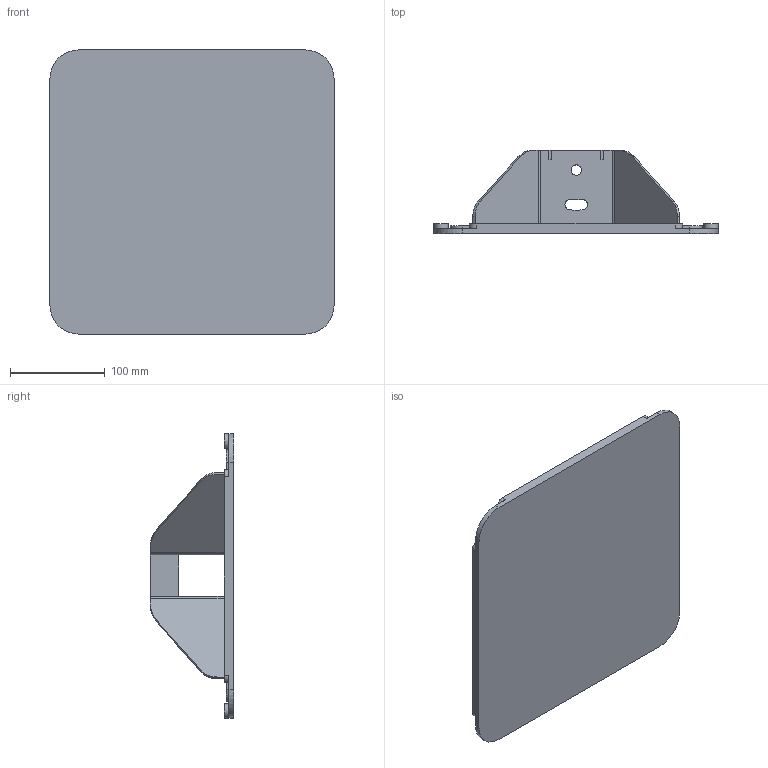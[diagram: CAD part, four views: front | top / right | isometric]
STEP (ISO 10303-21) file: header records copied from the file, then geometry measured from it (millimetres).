
FILE_DESCRIPTION(/* description */ (''),/* implementation_level */ '2;1');
FILE_NAME(/* name */ 'STEELFOOT.stp',/* time_stamp */ '2025-02-19T10:05:47+03:00',/* author */ ('Man85'),/* organization */ (''),/* preprocessor_version */ 'ST-DEVELOPER v19.2',/* originating_system */ 'Autodesk Inventor 2023',/* authorisation */ '');
FILE_SCHEMA (('AUTOMOTIVE_DESIGN { 1 0 10303 214 3 1 1 }'));
Length unit declared in the file: millimetre
Products named in the file (5): Кровельная опора 
бюджет; 433101.1 Опорная пластина; 433101.3 Ребро; 433101.2 Перемычка; Резиновая прокладка
Assembly tree (6 placements, depth 2):
  Кровельная опора 
бюджет
    433101.1 Опорная пластина
    433101.3 Ребро  x2
    433101.2 Перемычка  x2
    Резиновая прокладка
Bounding box: 300 x 88 x 300 mm (x, y, z)
Volume: 841223 mm3; surface area: 421461.7 mm2
Topology: 6 solids, 6 shells, 138 faces, 346 edges, 221 vertices
Faces by surface type: plane 96, cylinder 42
Full cylindrical faces by diameter (mm): 11 x2
Entity records: 2863 total; most frequent: DIRECTION 477, CARTESIAN_POINT 463, ORIENTED_EDGE 442, EDGE_CURVE 221, LINE 163, VECTOR 163, AXIS2_PLACEMENT_3D 157, VERTEX_POINT 142
